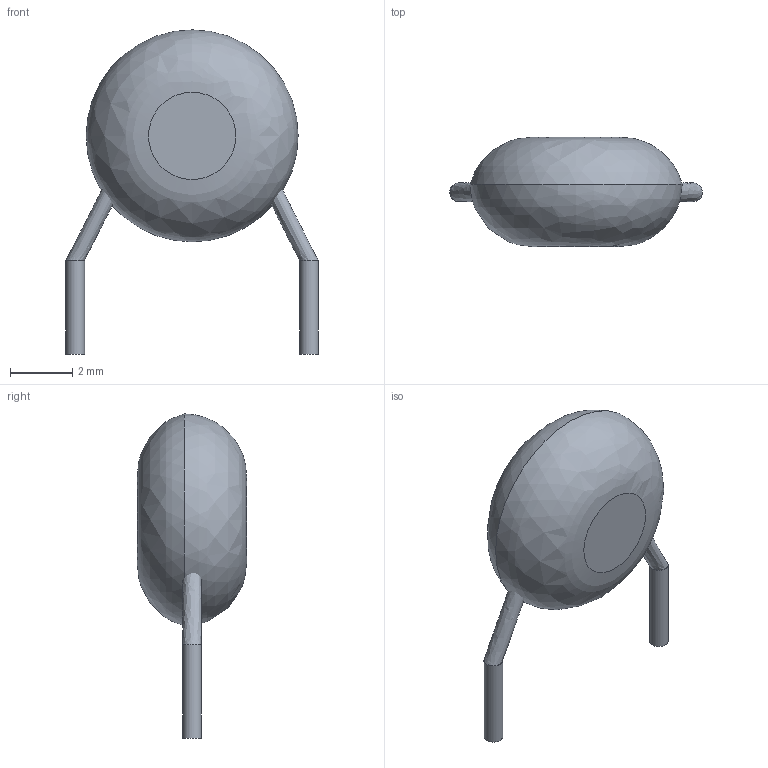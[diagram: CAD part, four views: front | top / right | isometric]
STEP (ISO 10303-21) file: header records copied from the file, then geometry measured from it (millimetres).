
FILE_DESCRIPTION(/* description */ (''),/* implementation_level */ '2;1');
FILE_NAME(/* name */ 'Y_cap_P7.5mm.step',/* time_stamp */ '2024-11-21T12:16:58+06:00',/* author */ (''),/* organization */ (''),/* preprocessor_version */ 'ST-DEVELOPER v20',/* originating_system */ 'Autodesk Translation Framework v13.20.0.188',/* authorisation */ '');
FILE_SCHEMA (('AUTOMOTIVE_DESIGN { 1 0 10303 214 3 1 1 }'));
Length unit declared in the file: millimetre
Products named in the file (1): (Unsaved)
Bounding box: 8.11 x 3.5 x 10.4 mm (x, y, z)
Volume: 100.6 mm3; surface area: 134.3 mm2
Topology: 5 solids, 5 shells, 16 faces, 18 edges, 12 vertices
Faces by surface type: plane 10, bspline 4, cylinder 2
Full cylindrical faces by diameter (mm): 0.6 x2
Entity records: 434 total; most frequent: CARTESIAN_POINT 135, DIRECTION 56, ORIENTED_EDGE 36, AXIS2_PLACEMENT_3D 27, EDGE_CURVE 18, FACE_OUTER_BOUND 16, EDGE_LOOP 16, ADVANCED_FACE 16
